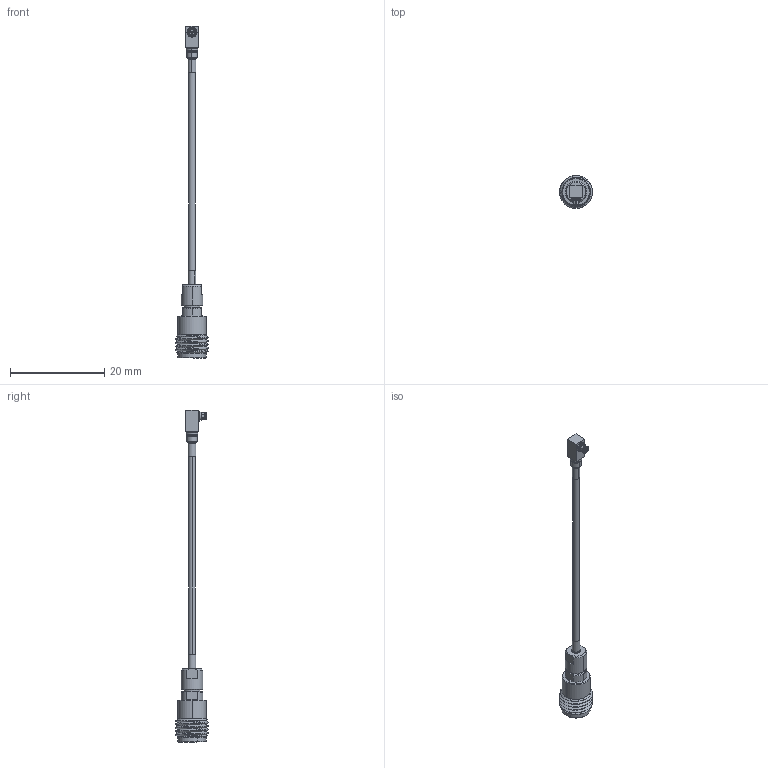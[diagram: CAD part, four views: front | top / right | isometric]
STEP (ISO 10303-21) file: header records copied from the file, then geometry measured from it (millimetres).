
FILE_DESCRIPTION (( 'STEP AP214' ), '1' );
FILE_NAME ('FMCA9964_3D.step', '2023-09-25T22:13:39', ( '' ), ( '' ), 'SwSTEP 2.0', 'SolidWorks 2022', '' );
FILE_SCHEMA (( 'AUTOMOTIVE_DESIGN' ));
Length unit declared in the file: inch
Products named in the file (5): Copy of PE-P047 Cable New^FMCA9964; Copy of PE44800^FMCA9964; FMCA9964_3D; Copy of PE45894^FMCA9964; Copy of 047_HeatShrink^FMCA9964
Assembly tree (5 placements, depth 2):
  FMCA9964_3D
    Copy of PE-P047 Cable New^FMCA9964
    Copy of PE44800^FMCA9964
    Copy of PE45894^FMCA9964
    Copy of 047_HeatShrink^FMCA9964  x2
Bounding box: 7 x 7 x 70.43 mm (x, y, z)
Volume: 452.2 mm3; surface area: 875.9 mm2
Topology: 5 solids, 5 shells, 244 faces, 603 edges, 384 vertices
Faces by surface type: plane 94, cylinder 69, cone 48, torus 30, bspline 3
Entity records: 8390 total; most frequent: CARTESIAN_POINT 2747, DIRECTION 1171, ORIENTED_EDGE 1126, EDGE_CURVE 563, AXIS2_PLACEMENT_3D 469, VERTEX_POINT 364, EDGE_LOOP 241, CIRCLE 240
